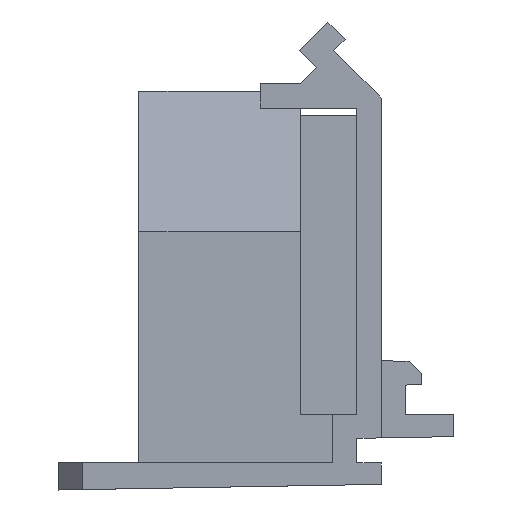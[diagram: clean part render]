
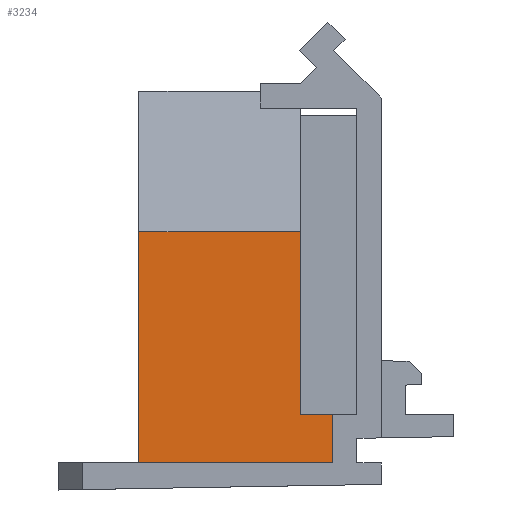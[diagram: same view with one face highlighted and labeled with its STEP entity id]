
A CAD part, left-side view. The second image highlights one B-rep face of the part: STEP entity #3234.
In plain terms, the highlighted planar face has unit normal (-1, 0, 0).
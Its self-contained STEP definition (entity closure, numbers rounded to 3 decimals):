
#96 = FACE_OUTER_BOUND ( 'NONE', #3431, .T. ) ;
#249 = DIRECTION ( 'NONE',  ( 0., 1., 0. ) ) ;
#303 = CARTESIAN_POINT ( 'NONE',  ( -31.5, 15.5, 12.798 ) ) ;
#315 = CARTESIAN_POINT ( 'NONE',  ( -31.5, 15.5, 1.5 ) ) ;
#400 = DIRECTION ( 'NONE',  ( 0., -1., 0. ) ) ;
#461 = VECTOR ( 'NONE', #249, 1000. ) ;
#478 = VECTOR ( 'NONE', #2029, 1000. ) ;
#494 = LINE ( 'NONE', #2143, #478 ) ;
#627 = AXIS2_PLACEMENT_3D ( 'NONE', #1952, #1888, #1881 ) ;
#938 = VERTEX_POINT ( 'NONE', #2082 ) ;
#969 = EDGE_CURVE ( 'NONE', #1187, #3138, #2251, .T. ) ;
#1068 = DIRECTION ( 'NONE',  ( 0., 1., 0. ) ) ;
#1106 = VECTOR ( 'NONE', #3229, 1000. ) ;
#1109 = LINE ( 'NONE', #1891, #1106 ) ;
#1182 = CARTESIAN_POINT ( 'NONE',  ( -31.5, 8.829, -1.5 ) ) ;
#1187 = VERTEX_POINT ( 'NONE', #1540 ) ;
#1212 = CARTESIAN_POINT ( 'NONE',  ( -31.5, 15.5, 12.798 ) ) ;
#1298 = ORIENTED_EDGE ( 'NONE', *, *, #1796, .F. ) ;
#1521 = VECTOR ( 'NONE', #2008, 1000. ) ;
#1540 = CARTESIAN_POINT ( 'NONE',  ( -31.5, 13.5, -1.5 ) ) ;
#1576 = ORIENTED_EDGE ( 'NONE', *, *, #3391, .F. ) ;
#1769 = ORIENTED_EDGE ( 'NONE', *, *, #969, .T. ) ;
#1796 = EDGE_CURVE ( 'NONE', #938, #3241, #1109, .T. ) ;
#1861 = VERTEX_POINT ( 'NONE', #2294 ) ;
#1870 = CARTESIAN_POINT ( 'NONE',  ( -31.5, 25.5, 12.798 ) ) ;
#1881 = DIRECTION ( 'NONE',  ( 0., 0., 1. ) ) ;
#1888 = DIRECTION ( 'NONE',  ( -1., 0., 0. ) ) ;
#1891 = CARTESIAN_POINT ( 'NONE',  ( -31.5, 25.5, 12.798 ) ) ;
#1897 = PLANE ( 'NONE',  #627 ) ;
#1952 = CARTESIAN_POINT ( 'NONE',  ( -31.5, 15.5, 12.798 ) ) ;
#1965 = VERTEX_POINT ( 'NONE', #1212 ) ;
#2008 = DIRECTION ( 'NONE',  ( 0., 0., 1. ) ) ;
#2029 = DIRECTION ( 'NONE',  ( 0., 0., 1. ) ) ;
#2040 = CARTESIAN_POINT ( 'NONE',  ( -31.5, 13.5, -4. ) ) ;
#2082 = CARTESIAN_POINT ( 'NONE',  ( -31.5, 25.5, -1.5 ) ) ;
#2087 = ORIENTED_EDGE ( 'NONE', *, *, #2358, .T. ) ;
#2105 = VECTOR ( 'NONE', #400, 1000. ) ;
#2143 = CARTESIAN_POINT ( 'NONE',  ( -31.5, 15.5, 12.798 ) ) ;
#2251 = LINE ( 'NONE', #2040, #1521 ) ;
#2294 = CARTESIAN_POINT ( 'NONE',  ( -31.5, 15.5, 1.5 ) ) ;
#2340 = ORIENTED_EDGE ( 'NONE', *, *, #2923, .T. ) ;
#2347 = CARTESIAN_POINT ( 'NONE',  ( -31.5, 13.5, 1.5 ) ) ;
#2358 = EDGE_CURVE ( 'NONE', #1861, #1965, #494, .T. ) ;
#2618 = LINE ( 'NONE', #303, #461 ) ;
#2880 = LINE ( 'NONE', #315, #2105 ) ;
#2923 = EDGE_CURVE ( 'NONE', #1965, #3241, #2618, .T. ) ;
#3138 = VERTEX_POINT ( 'NONE', #2347 ) ;
#3165 = VECTOR ( 'NONE', #1068, 1000. ) ;
#3166 = LINE ( 'NONE', #1182, #3165 ) ;
#3185 = ORIENTED_EDGE ( 'NONE', *, *, #3508, .F. ) ;
#3229 = DIRECTION ( 'NONE',  ( 0., 0., 1. ) ) ;
#3234 = ADVANCED_FACE ( 'NONE', ( #96 ), #1897, .T. ) ;
#3241 = VERTEX_POINT ( 'NONE', #1870 ) ;
#3391 = EDGE_CURVE ( 'NONE', #1187, #938, #3166, .T. ) ;
#3431 = EDGE_LOOP ( 'NONE', ( #1298, #1576, #1769, #3185, #2087, #2340 ) ) ;
#3508 = EDGE_CURVE ( 'NONE', #1861, #3138, #2880, .T. ) ;
